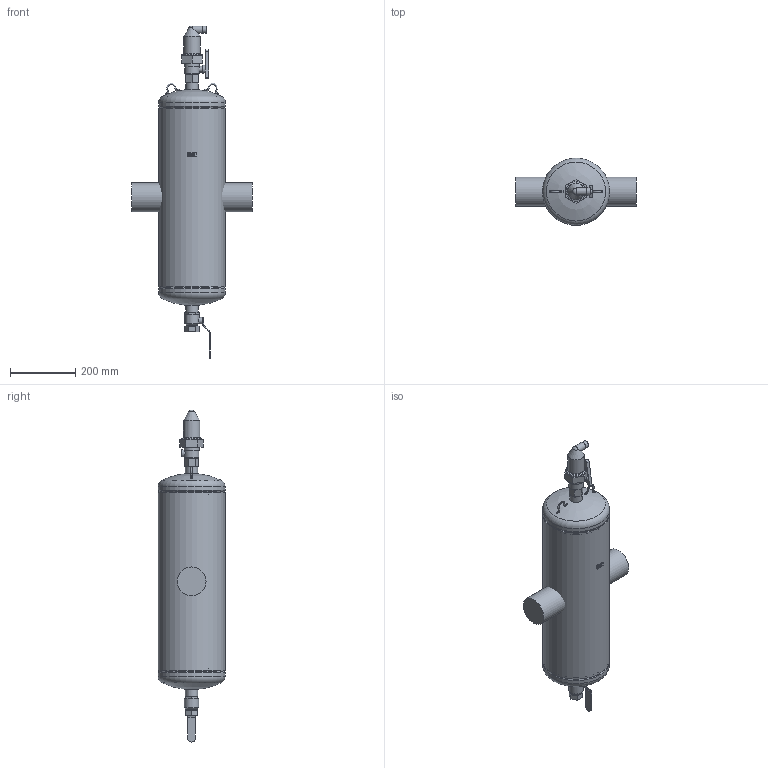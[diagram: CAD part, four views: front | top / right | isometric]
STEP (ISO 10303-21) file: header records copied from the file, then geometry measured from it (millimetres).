
FILE_DESCRIPTION(/* description */ (''),/* implementation_level */ '2;1');
FILE_NAME(/* name */ '3d_ExtwinTW88.9-8253120.stp',/* time_stamp */ '2021-07-20T07:15:57+02:00',/* author */ ('Andrzej'),/* organization */ (''),/* preprocessor_version */ 'ST-DEVELOPER v16.13',/* originating_system */ 'AutoCAD Mechanical',/* authorisation */ '');
FILE_SCHEMA (('AUTOMOTIVE_DESIGN { 1 0 10303 214 3 1 1 }'));
Length unit declared in the file: millimetre
Products named in the file (1): Product
Bounding box: 370 x 208.49 x 1021 mm (x, y, z)
Volume: 24395487.9 mm3; surface area: 794287 mm2
Topology: 17 solids, 17 shells, 313 faces, 777 edges, 508 vertices
Faces by surface type: plane 177, cylinder 115, torus 10, cone 8, bspline 2, sphere 1
Full cylindrical faces by diameter (mm): 4 x8, 16.662 x1, 17.2 x1, 18 x1, 19.5 x1, 21.3 x1, 22 x1, 23 x1, 26 x1, 33.7 x1, 35 x1, 38 x2, 44 x1, 45 x1, 46 x1, 50 x1, 63 x1, 88.9 x1, 201.8 x2, 206 x3
Entity records: 9398 total; most frequent: CARTESIAN_POINT 2005, DIRECTION 1568, ORIENTED_EDGE 1428, EDGE_CURVE 714, AXIS2_PLACEMENT_3D 562, VERTEX_POINT 495, LINE 444, VECTOR 444
